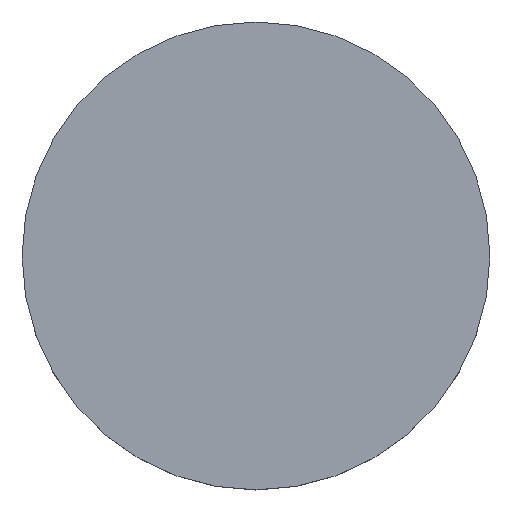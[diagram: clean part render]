
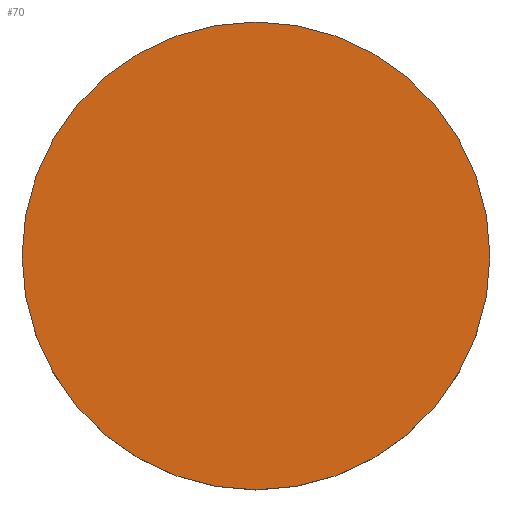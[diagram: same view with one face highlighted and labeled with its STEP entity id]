
A CAD part, top view. The second image highlights one B-rep face of the part: STEP entity #70.
In plain terms, the highlighted planar face has unit normal (0, 0, 1).
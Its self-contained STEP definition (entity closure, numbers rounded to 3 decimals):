
#2 = DIRECTION ( 'NONE',  ( 1., 0., 0. ) ) ;
#3 = AXIS2_PLACEMENT_3D ( 'NONE', #62, #169, #146 ) ;
#8 = ORIENTED_EDGE ( 'NONE', *, *, #171, .T. ) ;
#11 = FACE_OUTER_BOUND ( 'NONE', #30, .T. ) ;
#21 = VERTEX_POINT ( 'NONE', #128 ) ;
#29 = CARTESIAN_POINT ( 'NONE',  ( 35., 0., 10. ) ) ;
#30 = EDGE_LOOP ( 'NONE', ( #127, #8 ) ) ;
#35 = CIRCLE ( 'NONE', #160, 35. ) ;
#38 = DIRECTION ( 'NONE',  ( 1., 0., 0. ) ) ;
#42 = CARTESIAN_POINT ( 'NONE',  ( 0., 0., 10. ) ) ;
#61 = PLANE ( 'NONE',  #3 ) ;
#62 = CARTESIAN_POINT ( 'NONE',  ( 0., 0., 10. ) ) ;
#70 = ADVANCED_FACE ( 'NONE', ( #11 ), #61, .T. ) ;
#78 = CIRCLE ( 'NONE', #80, 35. ) ;
#80 = AXIS2_PLACEMENT_3D ( 'NONE', #102, #139, #2 ) ;
#82 = VERTEX_POINT ( 'NONE', #29 ) ;
#102 = CARTESIAN_POINT ( 'NONE',  ( 0., 0., 10. ) ) ;
#126 = DIRECTION ( 'NONE',  ( 0., 0., 1. ) ) ;
#127 = ORIENTED_EDGE ( 'NONE', *, *, #140, .T. ) ;
#128 = CARTESIAN_POINT ( 'NONE',  ( -35., 0., 10. ) ) ;
#139 = DIRECTION ( 'NONE',  ( 0., 0., 1. ) ) ;
#140 = EDGE_CURVE ( 'NONE', #21, #82, #35, .T. ) ;
#146 = DIRECTION ( 'NONE',  ( 1., 0., 0. ) ) ;
#160 = AXIS2_PLACEMENT_3D ( 'NONE', #42, #126, #38 ) ;
#169 = DIRECTION ( 'NONE',  ( 0., 0., 1. ) ) ;
#171 = EDGE_CURVE ( 'NONE', #82, #21, #78, .T. ) ;
